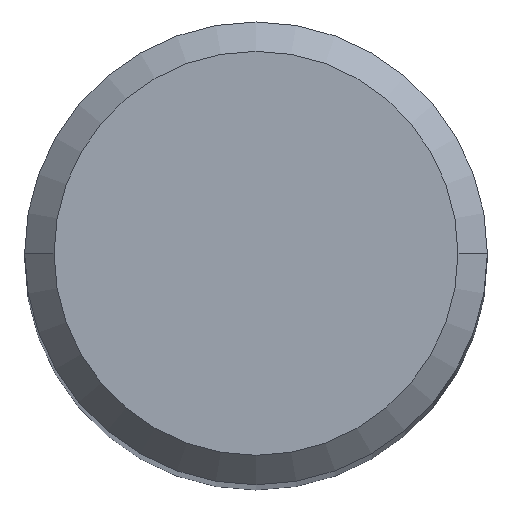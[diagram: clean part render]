
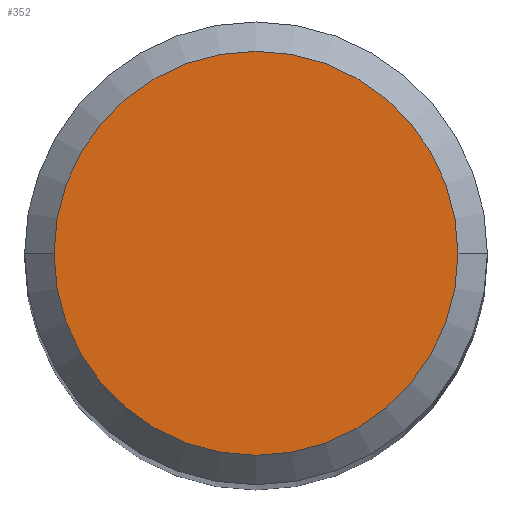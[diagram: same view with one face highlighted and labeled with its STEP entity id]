
A CAD part, top view. The second image highlights one B-rep face of the part: STEP entity #352.
In plain terms, the highlighted planar face has unit normal (0, 0, 1).
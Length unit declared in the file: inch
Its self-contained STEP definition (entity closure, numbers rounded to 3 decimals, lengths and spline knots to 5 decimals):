
#22 = VERTEX_POINT ( 'NONE', #384 ) ;
#26 = DIRECTION ( 'NONE',  ( -1., 0., 0. ) ) ;
#46 = CARTESIAN_POINT ( 'NONE',  ( 0.1031, 0., 0. ) ) ;
#50 = EDGE_LOOP ( 'NONE', ( #416, #169 ) ) ;
#64 = CARTESIAN_POINT ( 'NONE',  ( 0., 0., 0. ) ) ;
#98 = DIRECTION ( 'NONE',  ( 0., 0., 1. ) ) ;
#142 = CARTESIAN_POINT ( 'NONE',  ( 0., 0.1031, 0. ) ) ;
#166 = AXIS2_PLACEMENT_3D ( 'NONE', #64, #98, #211 ) ;
#169 = ORIENTED_EDGE ( 'NONE', *, *, #272, .T. ) ;
#211 = DIRECTION ( 'NONE',  ( 1., 0., 0. ) ) ;
#230 = VERTEX_POINT ( 'NONE', #46 ) ;
#266 = AXIS2_PLACEMENT_3D ( 'NONE', #142, #381, #26 ) ;
#272 = EDGE_CURVE ( 'NONE', #230, #22, #331, .T. ) ;
#312 = CIRCLE ( 'NONE', #341, 0.1031 ) ;
#331 = CIRCLE ( 'NONE', #166, 0.1031 ) ;
#341 = AXIS2_PLACEMENT_3D ( 'NONE', #385, #346, #357 ) ;
#346 = DIRECTION ( 'NONE',  ( 0., 0., 1. ) ) ;
#350 = FACE_OUTER_BOUND ( 'NONE', #50, .T. ) ;
#351 = EDGE_CURVE ( 'NONE', #22, #230, #312, .T. ) ;
#352 = ADVANCED_FACE ( 'NONE', ( #350 ), #468, .F. ) ;
#357 = DIRECTION ( 'NONE',  ( 1., 0., 0. ) ) ;
#381 = DIRECTION ( 'NONE',  ( 0., 0., -1. ) ) ;
#384 = CARTESIAN_POINT ( 'NONE',  ( -0.1031, 0., 0. ) ) ;
#385 = CARTESIAN_POINT ( 'NONE',  ( 0., 0., 0. ) ) ;
#416 = ORIENTED_EDGE ( 'NONE', *, *, #351, .T. ) ;
#468 = PLANE ( 'NONE',  #266 ) ;
